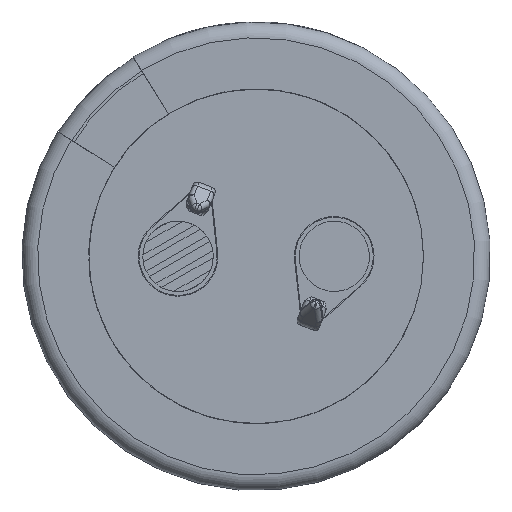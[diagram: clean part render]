
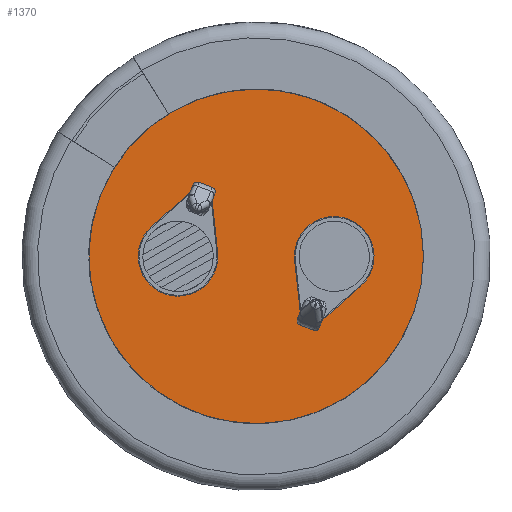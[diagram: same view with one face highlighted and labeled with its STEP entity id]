
A CAD part, front view. The second image highlights one B-rep face of the part: STEP entity #1370.
In plain terms, the highlighted planar face has unit normal (0, -1, 0).
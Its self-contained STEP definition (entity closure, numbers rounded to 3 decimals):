
#1370 = ADVANCED_FACE( '', ( #3027, #3028, #3029 ), #3030, .T. );
#3027 = FACE_OUTER_BOUND( '', #6397, .T. );
#3028 = FACE_BOUND( '', #6398, .T. );
#3029 = FACE_BOUND( '', #6399, .T. );
#3030 = PLANE( '', #6400 );
#6397 = EDGE_LOOP( '', ( #10918 ) );
#6398 = EDGE_LOOP( '', ( #10919, #10920, #10921, #10922 ) );
#6399 = EDGE_LOOP( '', ( #10923, #10924, #10925, #10926 ) );
#6400 = AXIS2_PLACEMENT_3D( '', #10927, #10928, #10929 );
#10918 = ORIENTED_EDGE( '', *, *, #13776, .T. );
#10919 = ORIENTED_EDGE( '', *, *, #13891, .F. );
#10920 = ORIENTED_EDGE( '', *, *, #12703, .F. );
#10921 = ORIENTED_EDGE( '', *, *, #14287, .F. );
#10922 = ORIENTED_EDGE( '', *, *, #13581, .F. );
#10923 = ORIENTED_EDGE( '', *, *, #14373, .T. );
#10924 = ORIENTED_EDGE( '', *, *, #13492, .T. );
#10925 = ORIENTED_EDGE( '', *, *, #12752, .T. );
#10926 = ORIENTED_EDGE( '', *, *, #13809, .T. );
#10927 = CARTESIAN_POINT( '', ( 0., 0., 0. ) );
#10928 = DIRECTION( '', ( 0., -1., 0. ) );
#10929 = DIRECTION( '', ( 1., 0., 0. ) );
#12703 = EDGE_CURVE( '', #14760, #14761, #14762, .T. );
#12752 = EDGE_CURVE( '', #14850, #14851, #14852, .T. );
#13492 = EDGE_CURVE( '', #16137, #14850, #16138, .T. );
#13581 = EDGE_CURVE( '', #16269, #16270, #16271, .T. );
#13776 = EDGE_CURVE( '', #16544, #16544, #16545, .T. );
#13809 = EDGE_CURVE( '', #14851, #16595, #16596, .T. );
#13891 = EDGE_CURVE( '', #14761, #16269, #16707, .T. );
#14287 = EDGE_CURVE( '', #16270, #14760, #17248, .T. );
#14373 = EDGE_CURVE( '', #16595, #16137, #17349, .T. );
#14760 = VERTEX_POINT( '', #17779 );
#14761 = VERTEX_POINT( '', #17780 );
#14762 = LINE( '', #17781, #17782 );
#14850 = VERTEX_POINT( '', #17926 );
#14851 = VERTEX_POINT( '', #17927 );
#14852 = LINE( '', #17928, #17929 );
#16137 = VERTEX_POINT( '', #20957 );
#16138 = LINE( '', #20958, #20959 );
#16269 = VERTEX_POINT( '', #21211 );
#16270 = VERTEX_POINT( '', #21212 );
#16271 = CIRCLE( '', #21213, 2.55 );
#16544 = VERTEX_POINT( '', #21860 );
#16545 = CIRCLE( '', #21861, 12.429 );
#16595 = VERTEX_POINT( '', #22012 );
#16596 = CIRCLE( '', #22013, 2.55 );
#16707 = LINE( '', #22255, #22256 );
#17248 = LINE( '', #23391, #23392 );
#17349 = LINE( '', #23591, #23592 );
#17779 = CARTESIAN_POINT( '', ( -2.814, 0., 3.497 ) );
#17780 = CARTESIAN_POINT( '', ( -4.27, 0., 4.059 ) );
#17781 = CARTESIAN_POINT( '', ( -2.814, 0., 3.497 ) );
#17782 = VECTOR( '', #24448, 1000. );
#17926 = CARTESIAN_POINT( '', ( 2.814, 0., -3.497 ) );
#17927 = CARTESIAN_POINT( '', ( 2.465, 0., -0.274 ) );
#17928 = CARTESIAN_POINT( '', ( 2.814, 0., -3.497 ) );
#17929 = VECTOR( '', #24483, 1000. );
#20957 = CARTESIAN_POINT( '', ( 4.27, 0., -4.059 ) );
#20958 = CARTESIAN_POINT( '', ( 4.27, 0., -4.059 ) );
#20959 = VECTOR( '', #24666, 1000. );
#21211 = CARTESIAN_POINT( '', ( -6.694, 0., 1.906 ) );
#21212 = CARTESIAN_POINT( '', ( -2.465, 0., 0.274 ) );
#21213 = AXIS2_PLACEMENT_3D( '', #24713, #24714, #24715 );
#21860 = CARTESIAN_POINT( '', ( 12.429, 0., 0. ) );
#21861 = AXIS2_PLACEMENT_3D( '', #24797, #24798, #24799 );
#22012 = CARTESIAN_POINT( '', ( 6.694, 0., -1.906 ) );
#22013 = AXIS2_PLACEMENT_3D( '', #24812, #24813, #24814 );
#22255 = CARTESIAN_POINT( '', ( -4.27, 0., 4.059 ) );
#22256 = VECTOR( '', #24836, 1000. );
#23391 = CARTESIAN_POINT( '', ( -2.465, 0., 0.274 ) );
#23392 = VECTOR( '', #25057, 1000. );
#23591 = CARTESIAN_POINT( '', ( 6.694, 0., -1.906 ) );
#23592 = VECTOR( '', #25108, 1000. );
#24448 = DIRECTION( '', ( -0.933, 0., 0.36 ) );
#24483 = DIRECTION( '', ( -0.108, 0., 0.994 ) );
#24666 = DIRECTION( '', ( -0.933, 0., 0.36 ) );
#24713 = CARTESIAN_POINT( '', ( -5., 0., 0. ) );
#24714 = DIRECTION( '', ( 0., -1., 0. ) );
#24715 = DIRECTION( '', ( 0., 0., 1. ) );
#24797 = CARTESIAN_POINT( '', ( 0., 0., 0. ) );
#24798 = DIRECTION( '', ( 0., -1., 0. ) );
#24799 = DIRECTION( '', ( 1., 0., 0. ) );
#24812 = CARTESIAN_POINT( '', ( 5., 0., 0. ) );
#24813 = DIRECTION( '', ( 0., 1., 0. ) );
#24814 = DIRECTION( '', ( 0., 0., -1. ) );
#24836 = DIRECTION( '', ( -0.748, 0., -0.664 ) );
#25057 = DIRECTION( '', ( -0.108, 0., 0.994 ) );
#25108 = DIRECTION( '', ( -0.748, 0., -0.664 ) );
